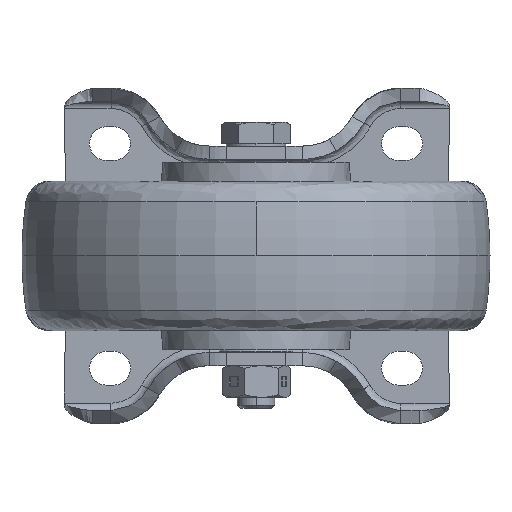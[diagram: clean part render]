
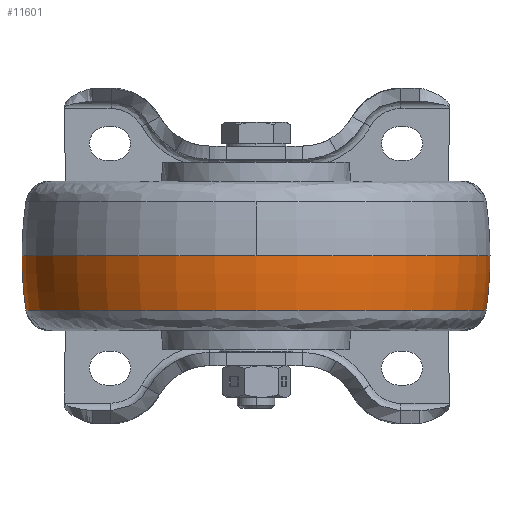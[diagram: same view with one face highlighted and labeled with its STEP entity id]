
A CAD part, front view. The second image highlights one B-rep face of the part: STEP entity #11601.
In plain terms, the highlighted toroidal (fillet/blend) face has major radius 32.499 mm and minor radius 95 mm.
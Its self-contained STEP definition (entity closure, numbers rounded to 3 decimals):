
#1133 = AXIS2_PLACEMENT_3D ( 'NONE', #16177, #37136, #19233 ) ;
#2335 = ORIENTED_EDGE ( 'NONE', *, *, #24365, .T. ) ;
#3216 = TOROIDAL_SURFACE ( 'NONE', #38027, -32.499, 95. ) ;
#4206 = AXIS2_PLACEMENT_3D ( 'NONE', #31866, #13892, #34857 ) ;
#5071 = ORIENTED_EDGE ( 'NONE', *, *, #13915, .F. ) ;
#5285 = DIRECTION ( 'NONE',  ( 0., 0., -1. ) ) ;
#5457 = CIRCLE ( 'NONE', #7240, 62.5 ) ;
#5650 = DIRECTION ( 'NONE',  ( 0., 1., 0. ) ) ;
#6146 = CARTESIAN_POINT ( 'NONE',  ( -32.499, -92.5, -0.425 ) ) ;
#6528 = EDGE_LOOP ( 'NONE', ( #5071, #37076, #7122, #10038, #2335 ) ) ;
#6822 = AXIS2_PLACEMENT_3D ( 'NONE', #6146, #27183, #9152 ) ;
#7122 = ORIENTED_EDGE ( 'NONE', *, *, #36744, .T. ) ;
#7240 = AXIS2_PLACEMENT_3D ( 'NONE', #23298, #5285, #26333 ) ;
#9152 = DIRECTION ( 'NONE',  ( 1., 0., 0. ) ) ;
#10038 = ORIENTED_EDGE ( 'NONE', *, *, #34060, .T. ) ;
#11131 = VERTEX_POINT ( 'NONE', #16825 ) ;
#11601 = ADVANCED_FACE ( 'NONE', ( #29074 ), #3216, .T. ) ;
#13469 = DIRECTION ( 'NONE',  ( 1., 0., 0. ) ) ;
#13892 = DIRECTION ( 'NONE',  ( 0., 0., -1. ) ) ;
#13915 = EDGE_CURVE ( 'NONE', #22073, #21171, #29150, .T. ) ;
#14654 = VERTEX_POINT ( 'NONE', #21488 ) ;
#16177 = CARTESIAN_POINT ( 'NONE',  ( 0., -92.5, -14.459 ) ) ;
#16825 = CARTESIAN_POINT ( 'NONE',  ( 61.459, -92.5, -14.459 ) ) ;
#18615 = CIRCLE ( 'NONE', #4206, 62.5 ) ;
#19008 = CARTESIAN_POINT ( 'NONE',  ( 0., -155., 0. ) ) ;
#19233 = DIRECTION ( 'NONE',  ( 1., 0., 0. ) ) ;
#19401 = CARTESIAN_POINT ( 'NONE',  ( 0., -92.5, -0.425 ) ) ;
#20902 = VERTEX_POINT ( 'NONE', #19008 ) ;
#21171 = VERTEX_POINT ( 'NONE', #25679 ) ;
#21359 = AXIS2_PLACEMENT_3D ( 'NONE', #23639, #5650, #26700 ) ;
#21488 = CARTESIAN_POINT ( 'NONE',  ( 62.5, -92.5, 0. ) ) ;
#22073 = VERTEX_POINT ( 'NONE', #26908 ) ;
#23298 = CARTESIAN_POINT ( 'NONE',  ( 0., -92.5, 0. ) ) ;
#23639 = CARTESIAN_POINT ( 'NONE',  ( 32.499, -92.5, -0.425 ) ) ;
#24365 = EDGE_CURVE ( 'NONE', #20902, #21171, #5457, .T. ) ;
#25679 = CARTESIAN_POINT ( 'NONE',  ( -62.5, -92.5, 0. ) ) ;
#26333 = DIRECTION ( 'NONE',  ( -1., 0., 0. ) ) ;
#26700 = DIRECTION ( 'NONE',  ( -1., 0., 0. ) ) ;
#26908 = CARTESIAN_POINT ( 'NONE',  ( -61.459, -92.5, -14.459 ) ) ;
#27183 = DIRECTION ( 'NONE',  ( 0., -1., 0. ) ) ;
#27221 = EDGE_CURVE ( 'NONE', #22073, #11131, #33917, .T. ) ;
#29074 = FACE_OUTER_BOUND ( 'NONE', #6528, .T. ) ;
#29150 = CIRCLE ( 'NONE', #21359, 95. ) ;
#31434 = DIRECTION ( 'NONE',  ( 0., 0., 1. ) ) ;
#31866 = CARTESIAN_POINT ( 'NONE',  ( 0., -92.5, 0. ) ) ;
#33917 = CIRCLE ( 'NONE', #1133, 61.459 ) ;
#34060 = EDGE_CURVE ( 'NONE', #14654, #20902, #18615, .T. ) ;
#34857 = DIRECTION ( 'NONE',  ( -1., 0., 0. ) ) ;
#36744 = EDGE_CURVE ( 'NONE', #11131, #14654, #38204, .T. ) ;
#37076 = ORIENTED_EDGE ( 'NONE', *, *, #27221, .T. ) ;
#37136 = DIRECTION ( 'NONE',  ( 0., 0., 1. ) ) ;
#38027 = AXIS2_PLACEMENT_3D ( 'NONE', #19401, #31434, #13469 ) ;
#38204 = CIRCLE ( 'NONE', #6822, 95. ) ;
